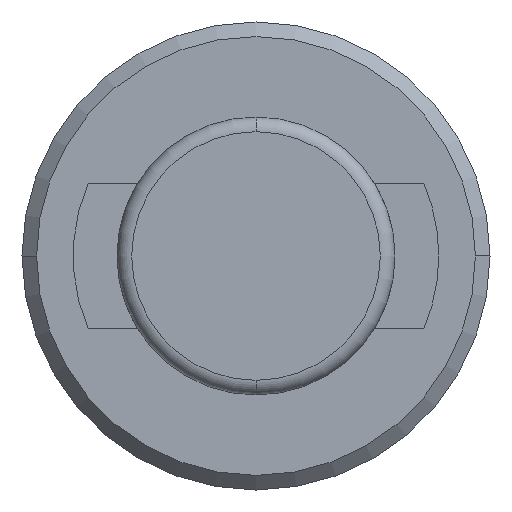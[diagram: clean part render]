
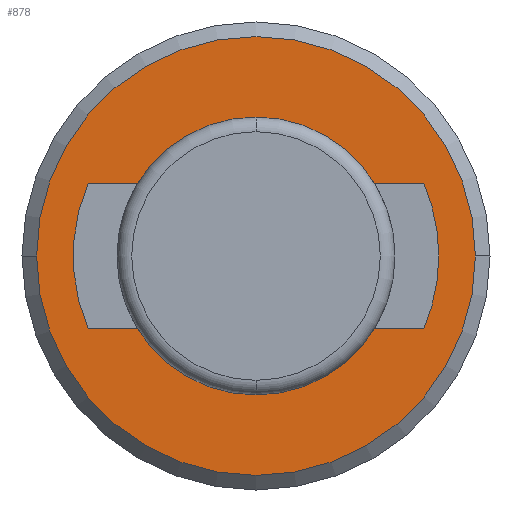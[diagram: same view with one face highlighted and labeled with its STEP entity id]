
A CAD part, left-side view. The second image highlights one B-rep face of the part: STEP entity #878.
In plain terms, the highlighted planar face has unit normal (-1, 0, 0).
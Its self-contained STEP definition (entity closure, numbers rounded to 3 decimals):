
#24 = EDGE_CURVE ( 'NONE', #1165, #257, #145, .T. ) ;
#45 = CARTESIAN_POINT ( 'NONE',  ( 21.5, 0., 0. ) ) ;
#56 = DIRECTION ( 'NONE',  ( 1., 0., 0. ) ) ;
#64 = CARTESIAN_POINT ( 'NONE',  ( 21.5, -11.478, 4.95 ) ) ;
#75 = DIRECTION ( 'NONE',  ( 0., 0., -1. ) ) ;
#79 = CARTESIAN_POINT ( 'NONE',  ( 21.5, 11.478, -4.95 ) ) ;
#91 = DIRECTION ( 'NONE',  ( 0., -1., 0. ) ) ;
#117 = EDGE_CURVE ( 'NONE', #470, #862, #658, .T. ) ;
#127 = AXIS2_PLACEMENT_3D ( 'NONE', #231, #454, #731 ) ;
#130 = CARTESIAN_POINT ( 'NONE',  ( 21.5, -8.108, -4.95 ) ) ;
#145 = CIRCLE ( 'NONE', #1213, 12.5 ) ;
#167 = ORIENTED_EDGE ( 'NONE', *, *, #117, .F. ) ;
#183 = CARTESIAN_POINT ( 'NONE',  ( 21.5, -8.108, 4.95 ) ) ;
#190 = CIRCLE ( 'NONE', #603, 15. ) ;
#215 = DIRECTION ( 'NONE',  ( 0., 1., 0. ) ) ;
#224 = CIRCLE ( 'NONE', #1094, 9.5 ) ;
#231 = CARTESIAN_POINT ( 'NONE',  ( 21.5, 0., 0. ) ) ;
#244 = EDGE_LOOP ( 'NONE', ( #565, #306 ) ) ;
#257 = VERTEX_POINT ( 'NONE', #431 ) ;
#276 = ORIENTED_EDGE ( 'NONE', *, *, #1114, .F. ) ;
#300 = DIRECTION ( 'NONE',  ( 0., -1., 0. ) ) ;
#306 = ORIENTED_EDGE ( 'NONE', *, *, #339, .F. ) ;
#320 = ORIENTED_EDGE ( 'NONE', *, *, #943, .T. ) ;
#337 = DIRECTION ( 'NONE',  ( 1., 0., 0. ) ) ;
#339 = EDGE_CURVE ( 'NONE', #1065, #699, #190, .T. ) ;
#348 = ORIENTED_EDGE ( 'NONE', *, *, #1152, .F. ) ;
#349 = ORIENTED_EDGE ( 'NONE', *, *, #715, .F. ) ;
#357 = ORIENTED_EDGE ( 'NONE', *, *, #24, .F. ) ;
#377 = CARTESIAN_POINT ( 'NONE',  ( 21.5, 0., 0. ) ) ;
#379 = ORIENTED_EDGE ( 'NONE', *, *, #400, .F. ) ;
#400 = EDGE_CURVE ( 'NONE', #257, #718, #956, .T. ) ;
#408 = DIRECTION ( 'NONE',  ( 1., 0., 0. ) ) ;
#431 = CARTESIAN_POINT ( 'NONE',  ( 21.5, -12.5, 0. ) ) ;
#434 = VERTEX_POINT ( 'NONE', #183 ) ;
#444 = ORIENTED_EDGE ( 'NONE', *, *, #938, .T. ) ;
#454 = DIRECTION ( 'NONE',  ( -1., 0., 0. ) ) ;
#470 = VERTEX_POINT ( 'NONE', #737 ) ;
#484 = DIRECTION ( 'NONE',  ( 0., 1., 0. ) ) ;
#487 = CARTESIAN_POINT ( 'NONE',  ( 21.5, 0., 0. ) ) ;
#488 = VECTOR ( 'NONE', #524, 1000. ) ;
#499 = VERTEX_POINT ( 'NONE', #826 ) ;
#522 = AXIS2_PLACEMENT_3D ( 'NONE', #377, #882, #484 ) ;
#524 = DIRECTION ( 'NONE',  ( 0., 1., 0. ) ) ;
#552 = DIRECTION ( 'NONE',  ( 0., 1., 0. ) ) ;
#553 = ORIENTED_EDGE ( 'NONE', *, *, #1172, .F. ) ;
#565 = ORIENTED_EDGE ( 'NONE', *, *, #568, .F. ) ;
#568 = EDGE_CURVE ( 'NONE', #699, #1065, #687, .T. ) ;
#569 = FACE_OUTER_BOUND ( 'NONE', #244, .T. ) ;
#592 = DIRECTION ( 'NONE',  ( 1., 0., 0. ) ) ;
#598 = DIRECTION ( 'NONE',  ( 0., -1., 0. ) ) ;
#602 = DIRECTION ( 'NONE',  ( -1., 0., 0. ) ) ;
#603 = AXIS2_PLACEMENT_3D ( 'NONE', #1049, #337, #552 ) ;
#608 = FACE_BOUND ( 'NONE', #907, .T. ) ;
#618 = CARTESIAN_POINT ( 'NONE',  ( 21.5, 0., 4.95 ) ) ;
#658 = LINE ( 'NONE', #1090, #488 ) ;
#684 = DIRECTION ( 'NONE',  ( 0., -1., 0. ) ) ;
#687 = CIRCLE ( 'NONE', #522, 15. ) ;
#699 = VERTEX_POINT ( 'NONE', #1100 ) ;
#715 = EDGE_CURVE ( 'NONE', #862, #809, #1122, .T. ) ;
#718 = VERTEX_POINT ( 'NONE', #64 ) ;
#728 = DIRECTION ( 'NONE',  ( -1., 0., 0. ) ) ;
#731 = DIRECTION ( 'NONE',  ( 0., -1., 0. ) ) ;
#737 = CARTESIAN_POINT ( 'NONE',  ( 21.5, 8.108, 4.95 ) ) ;
#783 = LINE ( 'NONE', #618, #879 ) ;
#802 = DIRECTION ( 'NONE',  ( 0., -1., 0. ) ) ;
#809 = VERTEX_POINT ( 'NONE', #79 ) ;
#817 = DIRECTION ( 'NONE',  ( 0., -1., 0. ) ) ;
#826 = CARTESIAN_POINT ( 'NONE',  ( 21.5, 8.108, -4.95 ) ) ;
#862 = VERTEX_POINT ( 'NONE', #1016 ) ;
#878 = ADVANCED_FACE ( 'NONE', ( #608, #569 ), #909, .F. ) ;
#879 = VECTOR ( 'NONE', #215, 1000. ) ;
#882 = DIRECTION ( 'NONE',  ( 1., 0., 0. ) ) ;
#890 = AXIS2_PLACEMENT_3D ( 'NONE', #1220, #408, #75 ) ;
#906 = CARTESIAN_POINT ( 'NONE',  ( 21.5, -11.478, -4.95 ) ) ;
#907 = EDGE_LOOP ( 'NONE', ( #167, #320, #276, #379, #357, #553, #444, #348, #349 ) ) ;
#909 = PLANE ( 'NONE',  #890 ) ;
#935 = AXIS2_PLACEMENT_3D ( 'NONE', #1030, #728, #817 ) ;
#938 = EDGE_CURVE ( 'NONE', #1086, #499, #954, .T. ) ;
#943 = EDGE_CURVE ( 'NONE', #470, #434, #224, .T. ) ;
#954 = CIRCLE ( 'NONE', #1034, 9.5 ) ;
#956 = CIRCLE ( 'NONE', #935, 12.5 ) ;
#964 = LINE ( 'NONE', #1150, #1081 ) ;
#1010 = CARTESIAN_POINT ( 'NONE',  ( 21.5, 0., -4.95 ) ) ;
#1016 = CARTESIAN_POINT ( 'NONE',  ( 21.5, 11.478, 4.95 ) ) ;
#1030 = CARTESIAN_POINT ( 'NONE',  ( 21.5, 0., 0. ) ) ;
#1034 = AXIS2_PLACEMENT_3D ( 'NONE', #1195, #56, #598 ) ;
#1049 = CARTESIAN_POINT ( 'NONE',  ( 21.5, 0., 0. ) ) ;
#1065 = VERTEX_POINT ( 'NONE', #1119 ) ;
#1079 = VECTOR ( 'NONE', #300, 1000. ) ;
#1081 = VECTOR ( 'NONE', #91, 1000. ) ;
#1086 = VERTEX_POINT ( 'NONE', #130 ) ;
#1090 = CARTESIAN_POINT ( 'NONE',  ( 21.5, 0., 4.95 ) ) ;
#1094 = AXIS2_PLACEMENT_3D ( 'NONE', #487, #592, #684 ) ;
#1100 = CARTESIAN_POINT ( 'NONE',  ( 21.5, 15., 0. ) ) ;
#1114 = EDGE_CURVE ( 'NONE', #718, #434, #783, .T. ) ;
#1119 = CARTESIAN_POINT ( 'NONE',  ( 21.5, -15., 0. ) ) ;
#1122 = CIRCLE ( 'NONE', #127, 12.5 ) ;
#1150 = CARTESIAN_POINT ( 'NONE',  ( 21.5, 0., -4.95 ) ) ;
#1152 = EDGE_CURVE ( 'NONE', #809, #499, #964, .T. ) ;
#1161 = LINE ( 'NONE', #1010, #1079 ) ;
#1165 = VERTEX_POINT ( 'NONE', #906 ) ;
#1172 = EDGE_CURVE ( 'NONE', #1086, #1165, #1161, .T. ) ;
#1195 = CARTESIAN_POINT ( 'NONE',  ( 21.5, 0., 0. ) ) ;
#1213 = AXIS2_PLACEMENT_3D ( 'NONE', #45, #602, #802 ) ;
#1220 = CARTESIAN_POINT ( 'NONE',  ( 21.5, -15.18, 15.18 ) ) ;
